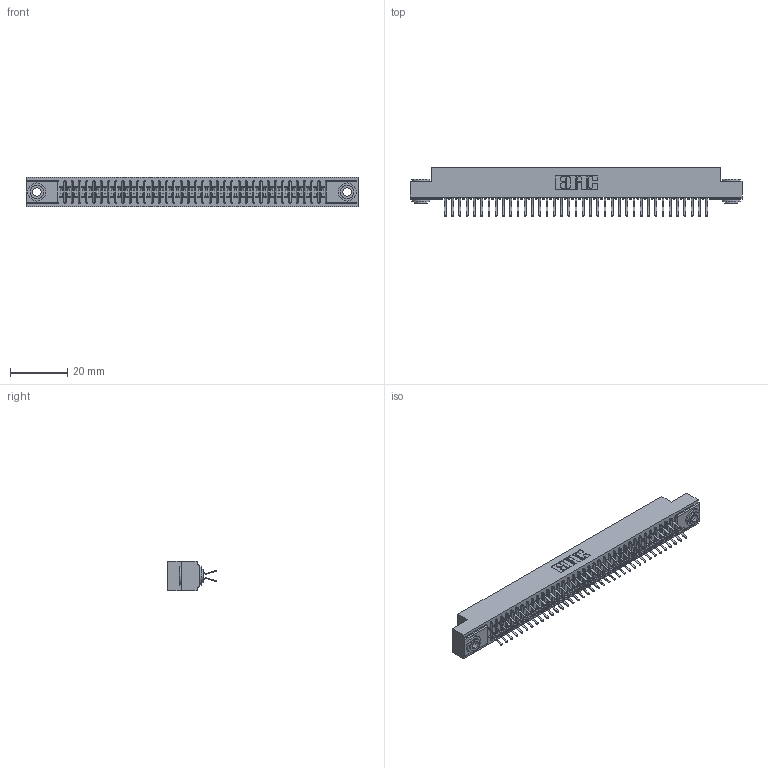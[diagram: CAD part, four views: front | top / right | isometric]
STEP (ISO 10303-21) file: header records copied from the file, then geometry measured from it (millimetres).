
FILE_DESCRIPTION (( 'STEP AP203' ), '1' );
FILE_NAME ('391-074-556-203.STEP', '2018-08-09T14:47:43', ( '' ), ( '' ), 'SwSTEP 2.0', 'SolidWorks 2016', '' );
FILE_SCHEMA (( 'CONFIG_CONTROL_DESIGN' ));
Length unit declared in the file: inch
Products named in the file (4): 341 Part_.156 (3.96) Dia Mounting Holes; 341-292-001_341-292-156; 345-250-002_345-250-002-102; 391-074-556-203
Assembly tree (77 placements, depth 2):
  391-074-556-203
    341 Part_.156 (3.96) Dia Mounting Holes
    341-292-001_341-292-156  x74
    345-250-002_345-250-002-102  x2
Bounding box: 116.2 x 17.07 x 10.16 mm (x, y, z)
Volume: 8601.6 mm3; surface area: 15532.3 mm2
Topology: 77 solids, 77 shells, 5348 faces, 15487 edges, 10046 vertices
Faces by surface type: plane 3052, cylinder 2140, sphere 76, torus 72, cone 8
Entity records: 46649 total; most frequent: CARTESIAN_POINT 7736, ORIENTED_EDGE 7678, DIRECTION 7531, EDGE_CURVE 3839, LINE 3081, VECTOR 3081, VERTEX_POINT 2430, AXIS2_PLACEMENT_3D 2225
